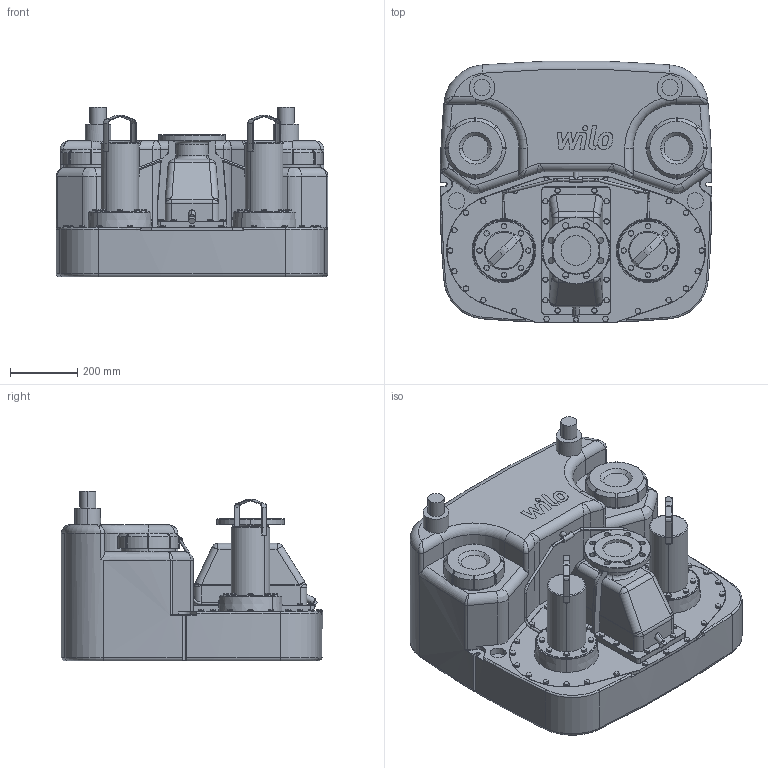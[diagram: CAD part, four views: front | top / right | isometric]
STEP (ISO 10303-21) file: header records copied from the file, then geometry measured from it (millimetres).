
FILE_DESCRIPTION((''),'2;1');
FILE_NAME('3d_DrainLiftM2_83~-2531401.stp','2017-09-22T14:23:00',(''),(''),'Mechanical Desktop 2009','Mechanical Desktop 2009',', , ');
FILE_SCHEMA(('CONFIG_CONTROL_DESIGN'));
Length unit declared in the file: millimetre
Products named in the file (1): Product
Bounding box: 810 x 778.43 x 505 mm (x, y, z)
Volume: 170214838.9 mm3; surface area: 3819505 mm2
Topology: 70 solids, 70 shells, 1563 faces, 3566 edges, 2248 vertices
Faces by surface type: plane 538, bspline 484, cylinder 349, cone 102, torus 76, sphere 14
Entity records: 49551 total; most frequent: CARTESIAN_POINT 15230, ORIENTED_EDGE 7106, DIRECTION 6834, EDGE_CURVE 3553, AXIS2_PLACEMENT_3D 2360, VERTEX_POINT 2248, VECTOR 2114, LINE 2114
